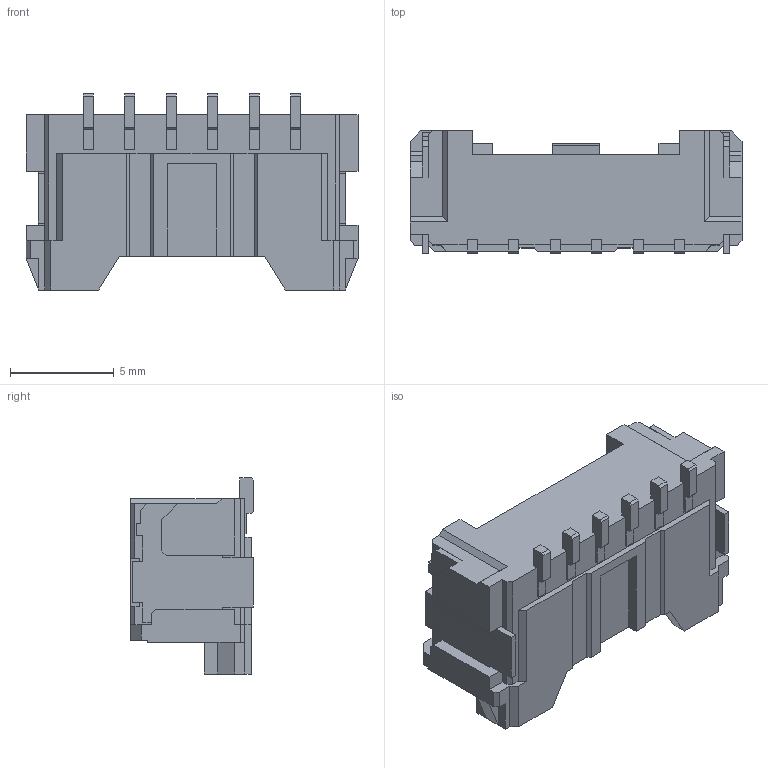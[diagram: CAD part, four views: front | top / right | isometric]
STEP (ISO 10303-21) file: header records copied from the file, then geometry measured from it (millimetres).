
FILE_DESCRIPTION(('FreeCAD Model'),'2;1');
FILE_NAME('5055780671.stp','2021-04-01T00:22:19',('Author'),(''), 'Open CASCADE STEP processor 7.3','FreeCAD','Unknown');
FILE_SCHEMA(('AUTOMOTIVE_DESIGN { 1 0 10303 214 1 1 1 1 }'));
Length unit declared in the file: millimetre
Products named in the file (1): 1
Bounding box: 16 x 5.9 x 9.45 mm (x, y, z)
Volume: 352.4 mm3; surface area: 808.3 mm2
Topology: 1 solids, 1 shells, 311 faces, 892 edges, 582 vertices
Faces by surface type: plane 311
Entity records: 23705 total; most frequent: CARTESIAN_POINT 3570, DIRECTION 3300, LINE 2676, VECTOR 2676, ORIENTED_EDGE 1784, PCURVE 1784, DEFINITIONAL_REPRESENTATION 1784, EDGE_CURVE 892
